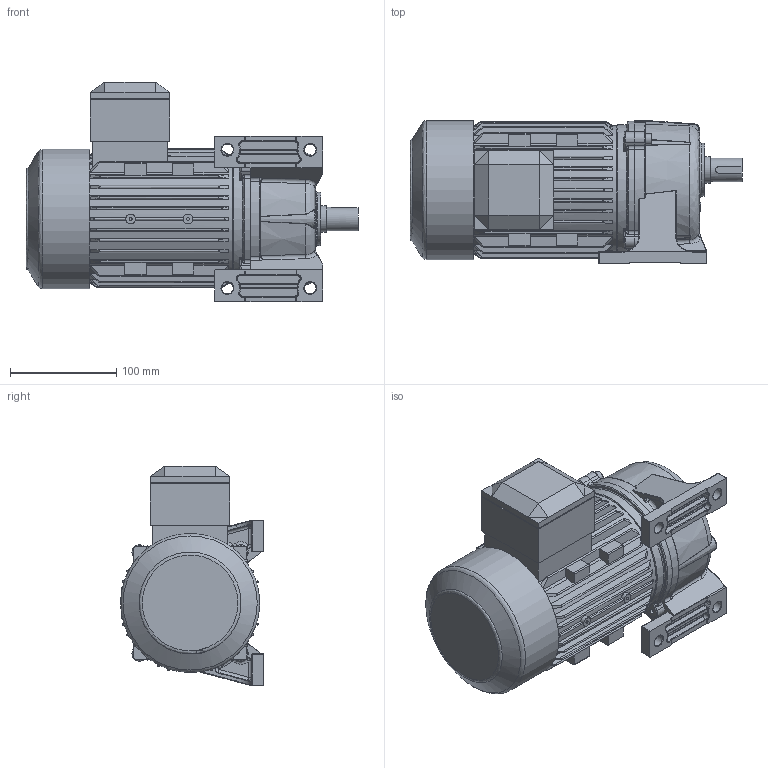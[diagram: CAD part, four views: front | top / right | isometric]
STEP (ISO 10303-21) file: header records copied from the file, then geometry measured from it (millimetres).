
FILE_DESCRIPTION (( 'STEP AP214' ), '1' );
FILE_NAME ('EK2DO07901H001_F1HM_0.2KW_欽濠.stp', '2022-08-09T02:03:00', ( '' ), ( '' ), 'SwSTEP 2.0', 'SolidWorks 2021', '' );
FILE_SCHEMA (( 'AUTOMOTIVE_DESIGN' ));
Length unit declared in the file: millimetre
Products named in the file (1): EK2DO07901H001_F1HM_0.2KW_欽濠
Bounding box: 312.5 x 134.5 x 206.8 mm (x, y, z)
Volume: 3889045.2 mm3; surface area: 297717.4 mm2
Topology: 8 solids, 18 shells, 1100 faces, 2708 edges, 1644 vertices
Faces by surface type: plane 403, cylinder 313, bspline 286, cone 98
Full cylindrical faces by diameter (mm): 2.7 x6, 3.242 x4, 4.917 x4, 6.005 x4, 6.6 x4, 9 x6, 10 x4, 11 x6, 16 x1, 20 x1, 22 x1, 23 x1, 25 x1, 30 x1, 40 x1, 43 x1, 47 x1, 50 x1, 116 x1, 121 x1, 123 x1, 131 x1
Entity records: 63559 total; most frequent: CARTESIAN_POINT 28573, ORIENTED_EDGE 5098, DIRECTION 3991, EDGE_CURVE 2549, VERTEX_POINT 1619, AXIS2_PLACEMENT_3D 1480, EDGE_LOOP 1260, FACE_OUTER_BOUND 1160
